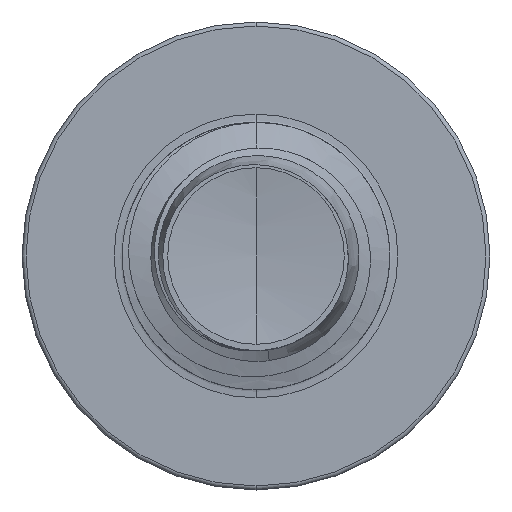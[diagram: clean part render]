
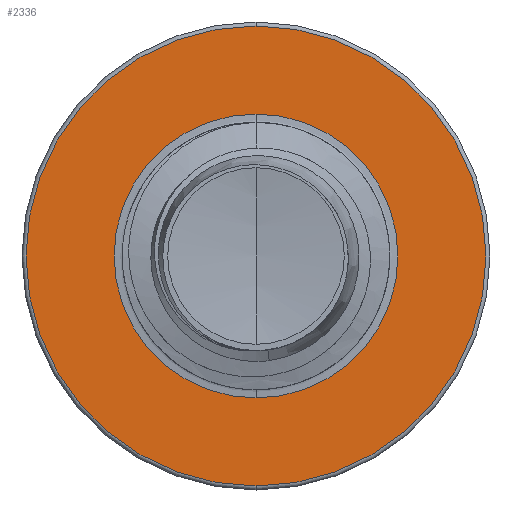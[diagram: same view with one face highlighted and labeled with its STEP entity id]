
A CAD part, front view. The second image highlights one B-rep face of the part: STEP entity #2336.
In plain terms, the highlighted planar face has unit normal (0, -1, 0).
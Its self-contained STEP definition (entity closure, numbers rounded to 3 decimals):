
#42 = DIRECTION ( 'NONE',  ( 0., 0., 1. ) ) ;
#652 = CIRCLE ( 'NONE', #8667, 3.186 ) ;
#1299 = DIRECTION ( 'NONE',  ( 0., 0., 1. ) ) ;
#2336 = ADVANCED_FACE ( 'NONE', ( #10819, #12102 ), #7864, .F. ) ;
#3208 = CARTESIAN_POINT ( 'NONE',  ( 0., 16., 5.16 ) ) ;
#3635 = VERTEX_POINT ( 'NONE', #11958 ) ;
#5685 = VERTEX_POINT ( 'NONE', #17066 ) ;
#5974 = EDGE_CURVE ( 'NONE', #3635, #23742, #13406, .T. ) ;
#7321 = CARTESIAN_POINT ( 'NONE',  ( 0., 16., 0. ) ) ;
#7838 = DIRECTION ( 'NONE',  ( 0., 1., 0. ) ) ;
#7864 = PLANE ( 'NONE',  #24044 ) ;
#8125 = AXIS2_PLACEMENT_3D ( 'NONE', #20077, #7838, #22131 ) ;
#8667 = AXIS2_PLACEMENT_3D ( 'NONE', #25748, #13509, #1299 ) ;
#9387 = DIRECTION ( 'NONE',  ( 0., 0., 1. ) ) ;
#9993 = EDGE_LOOP ( 'NONE', ( #23060, #26325 ) ) ;
#10086 = EDGE_LOOP ( 'NONE', ( #24909, #20216 ) ) ;
#10207 = CIRCLE ( 'NONE', #22370, 3.186 ) ;
#10535 = CARTESIAN_POINT ( 'NONE',  ( 0., 16., 3.186 ) ) ;
#10819 = FACE_OUTER_BOUND ( 'NONE', #9993, .T. ) ;
#11958 = CARTESIAN_POINT ( 'NONE',  ( 0., 16., -5.16 ) ) ;
#11965 = DIRECTION ( 'NONE',  ( 0., 1., 0. ) ) ;
#12102 = FACE_BOUND ( 'NONE', #10086, .T. ) ;
#12223 = VERTEX_POINT ( 'NONE', #10535 ) ;
#12252 = DIRECTION ( 'NONE',  ( 0., 1., 0. ) ) ;
#13406 = CIRCLE ( 'NONE', #26117, 5.16 ) ;
#13509 = DIRECTION ( 'NONE',  ( 0., 1., 0. ) ) ;
#17066 = CARTESIAN_POINT ( 'NONE',  ( 0., 16., -3.186 ) ) ;
#19186 = EDGE_CURVE ( 'NONE', #23742, #3635, #25106, .T. ) ;
#20077 = CARTESIAN_POINT ( 'NONE',  ( 0., 16., 0. ) ) ;
#20216 = ORIENTED_EDGE ( 'NONE', *, *, #26024, .T. ) ;
#21625 = DIRECTION ( 'NONE',  ( 0., 1., 0. ) ) ;
#22131 = DIRECTION ( 'NONE',  ( 0., 0., 1. ) ) ;
#22370 = AXIS2_PLACEMENT_3D ( 'NONE', #24197, #11965, #26254 ) ;
#23060 = ORIENTED_EDGE ( 'NONE', *, *, #19186, .F. ) ;
#23742 = VERTEX_POINT ( 'NONE', #3208 ) ;
#24044 = AXIS2_PLACEMENT_3D ( 'NONE', #24483, #12252, #42 ) ;
#24197 = CARTESIAN_POINT ( 'NONE',  ( 0., 16., 0. ) ) ;
#24483 = CARTESIAN_POINT ( 'NONE',  ( 0., 16., -3.186 ) ) ;
#24909 = ORIENTED_EDGE ( 'NONE', *, *, #26202, .T. ) ;
#25106 = CIRCLE ( 'NONE', #8125, 5.16 ) ;
#25748 = CARTESIAN_POINT ( 'NONE',  ( 0., 16., 0. ) ) ;
#26024 = EDGE_CURVE ( 'NONE', #5685, #12223, #652, .T. ) ;
#26117 = AXIS2_PLACEMENT_3D ( 'NONE', #7321, #21625, #9387 ) ;
#26202 = EDGE_CURVE ( 'NONE', #12223, #5685, #10207, .T. ) ;
#26254 = DIRECTION ( 'NONE',  ( 0., 0., 1. ) ) ;
#26325 = ORIENTED_EDGE ( 'NONE', *, *, #5974, .F. ) ;
